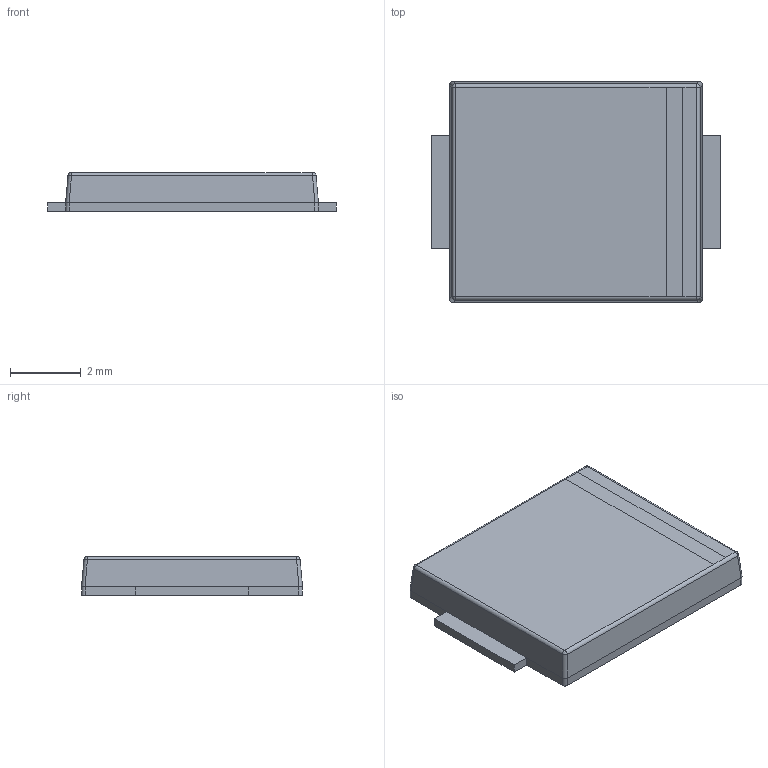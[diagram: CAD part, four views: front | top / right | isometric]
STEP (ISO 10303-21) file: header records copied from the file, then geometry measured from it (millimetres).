
FILE_DESCRIPTION(('STEP AP214'), '1');
FILE_NAME('DO-221AB', '2016-07-02T10:59:59', ('Nobody'), (''), 'ASCON STEP Converter 1.3', 'ASCON Math Kernel', '');
FILE_SCHEMA(('AUTOMOTIVE_DESIGN { 1 0 10303 214 3 1 1}'));
Length unit declared in the file: millimetre
Bounding box: 8.15 x 6.25 x 1.1 mm (x, y, z)
Volume: 49.1 mm3; surface area: 140.5 mm2
Topology: 3 solids, 3 shells, 50 faces, 120 edges, 74 vertices
Faces by surface type: plane 34, cylinder 12, bspline 2, sphere 2
Entity records: 1868 total; most frequent: CARTESIAN_POINT 283, DIRECTION 226, ORIENTED_EDGE 216, EDGE_CURVE 108, LINE 96, VECTOR 96, AXIS2_PLACEMENT_3D 65, VERTEX_POINT 64
